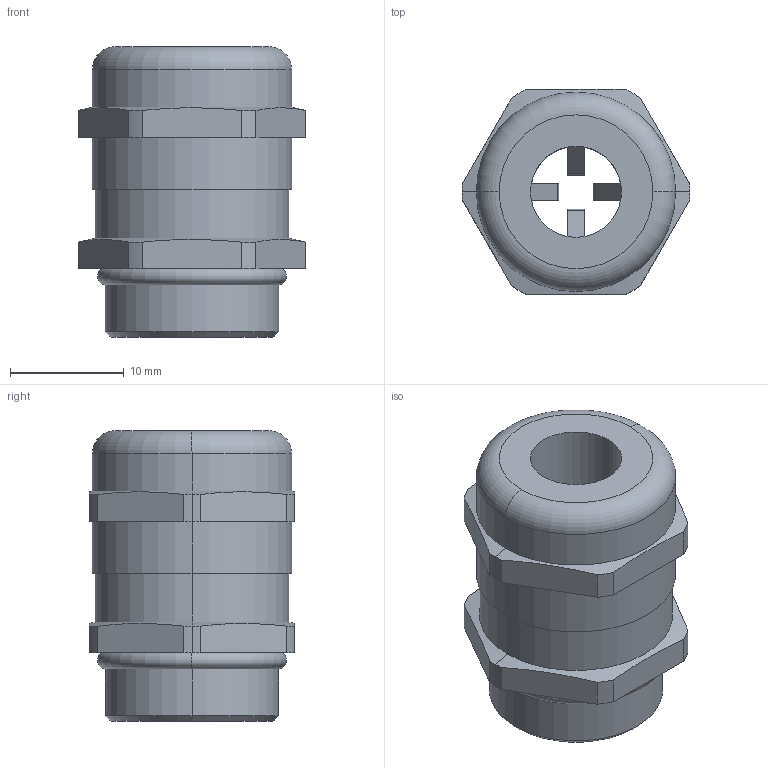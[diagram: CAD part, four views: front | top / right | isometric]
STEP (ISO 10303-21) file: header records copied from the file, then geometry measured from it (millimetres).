
FILE_DESCRIPTION (( 'STEP AP203' ), '1' );
FILE_NAME ('WNAC-PG9(D4-8).STP', '2017-09-12T12:29:06', ( '微软用户' ), ( '微软中国' ), 'SwSTEP 2.0', 'SolidWorks 2012', '' );
FILE_SCHEMA (( 'CONFIG_CONTROL_DESIGN' ));
Length unit declared in the file: millimetre
Products named in the file (1): WNAC-PG9(D4-8)
Bounding box: 20 x 18 x 25.5 mm (x, y, z)
Volume: 4630.9 mm3; surface area: 2591.9 mm2
Topology: 1 solids, 1 shells, 79 faces, 204 edges, 132 vertices
Faces by surface type: plane 37, cylinder 32, cone 6, torus 4
Entity records: 2525 total; most frequent: CARTESIAN_POINT 502, DIRECTION 416, ORIENTED_EDGE 408, EDGE_CURVE 204, AXIS2_PLACEMENT_3D 156, VERTEX_POINT 132, LINE 104, VECTOR 104
